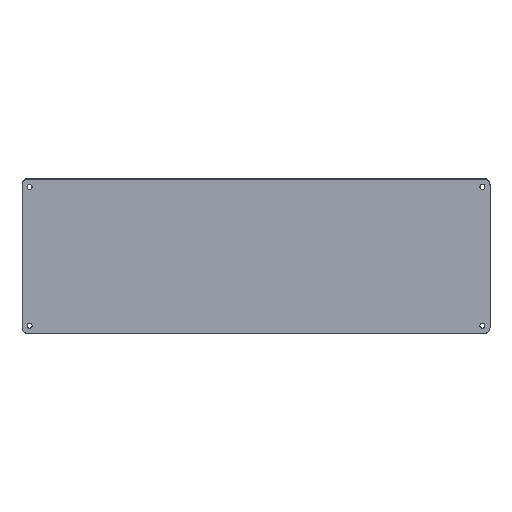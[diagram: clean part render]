
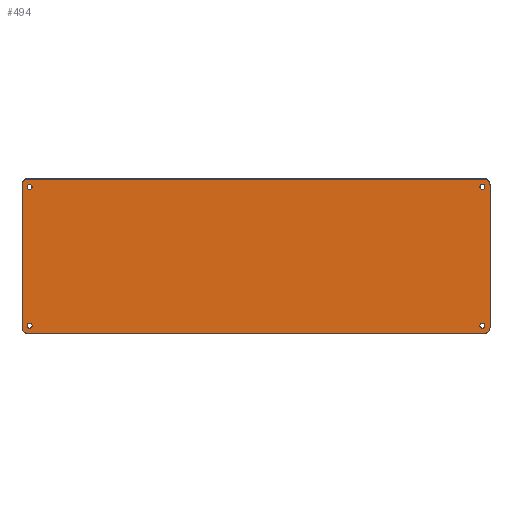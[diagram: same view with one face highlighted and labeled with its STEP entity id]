
A CAD part, top view. The second image highlights one B-rep face of the part: STEP entity #494.
In plain terms, the highlighted planar face has unit normal (0, 0, 1).
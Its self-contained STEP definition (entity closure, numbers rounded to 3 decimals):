
#29=FACE_BOUND('',#107,.T.);
#30=FACE_BOUND('',#108,.T.);
#31=FACE_BOUND('',#109,.T.);
#32=FACE_BOUND('',#110,.T.);
#37=B_SPLINE_CURVE_WITH_KNOTS('',3,(#828,#829,#830,#831,#832,#833,#834),
 .UNSPECIFIED.,.F.,.F.,(4,3,4),(3.142,4.1,4.712),
 .UNSPECIFIED.);
#38=B_SPLINE_CURVE_WITH_KNOTS('',3,(#838,#839,#840,#841,#842,#843,#844),
 .UNSPECIFIED.,.F.,.F.,(4,3,4),(-1.571,-0.612,0.),
 .UNSPECIFIED.);
#39=B_SPLINE_CURVE_WITH_KNOTS('',3,(#848,#849,#850,#851,#852,#853,#854),
 .UNSPECIFIED.,.F.,.F.,(4,3,4),(3.142,4.1,4.712),
 .UNSPECIFIED.);
#40=B_SPLINE_CURVE_WITH_KNOTS('',3,(#857,#858,#859,#860,#861,#862,#863),
 .UNSPECIFIED.,.F.,.F.,(4,3,4),(-1.571,-0.612,0.),
 .UNSPECIFIED.);
#48=PLANE('',#556);
#72=FACE_OUTER_BOUND('',#106,.T.);
#106=EDGE_LOOP('',(#423,#424,#425,#426,#427,#428,#429,#430));
#107=EDGE_LOOP('',(#431));
#108=EDGE_LOOP('',(#432));
#109=EDGE_LOOP('',(#433));
#110=EDGE_LOOP('',(#434));
#147=LINE('',#826,#187);
#148=LINE('',#836,#188);
#149=LINE('',#846,#189);
#150=LINE('',#856,#190);
#187=VECTOR('',#671,10.);
#188=VECTOR('',#672,10.);
#189=VECTOR('',#673,10.);
#190=VECTOR('',#674,10.);
#212=CIRCLE('',#543,1.75);
#214=CIRCLE('',#547,1.75);
#216=CIRCLE('',#551,1.75);
#218=CIRCLE('',#555,1.75);
#248=VERTEX_POINT('',#796);
#250=VERTEX_POINT('',#804);
#252=VERTEX_POINT('',#812);
#254=VERTEX_POINT('',#820);
#255=VERTEX_POINT('',#824);
#256=VERTEX_POINT('',#825);
#257=VERTEX_POINT('',#827);
#258=VERTEX_POINT('',#835);
#259=VERTEX_POINT('',#837);
#260=VERTEX_POINT('',#845);
#261=VERTEX_POINT('',#847);
#262=VERTEX_POINT('',#855);
#302=EDGE_CURVE('',#248,#248,#212,.T.);
#306=EDGE_CURVE('',#250,#250,#214,.T.);
#310=EDGE_CURVE('',#252,#252,#216,.T.);
#314=EDGE_CURVE('',#254,#254,#218,.T.);
#315=EDGE_CURVE('',#255,#256,#147,.T.);
#316=EDGE_CURVE('',#257,#255,#37,.T.);
#317=EDGE_CURVE('',#258,#257,#148,.T.);
#318=EDGE_CURVE('',#259,#258,#38,.T.);
#319=EDGE_CURVE('',#260,#259,#149,.T.);
#320=EDGE_CURVE('',#261,#260,#39,.T.);
#321=EDGE_CURVE('',#262,#261,#150,.T.);
#322=EDGE_CURVE('',#256,#262,#40,.T.);
#423=ORIENTED_EDGE('',*,*,#315,.F.);
#424=ORIENTED_EDGE('',*,*,#316,.F.);
#425=ORIENTED_EDGE('',*,*,#317,.F.);
#426=ORIENTED_EDGE('',*,*,#318,.F.);
#427=ORIENTED_EDGE('',*,*,#319,.F.);
#428=ORIENTED_EDGE('',*,*,#320,.F.);
#429=ORIENTED_EDGE('',*,*,#321,.F.);
#430=ORIENTED_EDGE('',*,*,#322,.F.);
#431=ORIENTED_EDGE('',*,*,#302,.T.);
#432=ORIENTED_EDGE('',*,*,#306,.T.);
#433=ORIENTED_EDGE('',*,*,#310,.T.);
#434=ORIENTED_EDGE('',*,*,#314,.T.);
#494=ADVANCED_FACE('',(#72,#29,#30,#31,#32),#48,.T.);
#543=AXIS2_PLACEMENT_3D('',#798,#637,#638);
#547=AXIS2_PLACEMENT_3D('',#806,#647,#648);
#551=AXIS2_PLACEMENT_3D('',#814,#657,#658);
#555=AXIS2_PLACEMENT_3D('',#822,#667,#668);
#556=AXIS2_PLACEMENT_3D('',#823,#669,#670);
#637=DIRECTION('center_axis',(0.,0.,
-1.));
#638=DIRECTION('ref_axis',(-1.,0.,0.));
#647=DIRECTION('center_axis',(0.,0.,
-1.));
#648=DIRECTION('ref_axis',(-1.,0.,0.));
#657=DIRECTION('center_axis',(0.,0.,
-1.));
#658=DIRECTION('ref_axis',(-1.,0.,0.));
#667=DIRECTION('center_axis',(0.,0.,
-1.));
#668=DIRECTION('ref_axis',(-1.,0.,0.));
#669=DIRECTION('center_axis',(0.,0.,
1.));
#670=DIRECTION('ref_axis',(1.,0.,0.));
#671=DIRECTION('',(0.,1.,0.));
#672=DIRECTION('',(-1.,0.,0.));
#673=DIRECTION('',(0.,-1.,0.));
#674=DIRECTION('',(1.,0.,0.));
#796=CARTESIAN_POINT('',(204.226,-58.149,-10.599));
#798=CARTESIAN_POINT('Origin',(202.476,-58.149,-10.599));
#804=CARTESIAN_POINT('',(-110.225,-58.132,-10.599));
#806=CARTESIAN_POINT('Origin',(-111.975,-58.132,-10.599));
#812=CARTESIAN_POINT('',(-110.208,38.191,-10.599));
#814=CARTESIAN_POINT('Origin',(-111.958,38.191,-10.599));
#820=CARTESIAN_POINT('',(204.226,38.218,-10.599));
#822=CARTESIAN_POINT('Origin',(202.476,38.218,-10.599));
#823=CARTESIAN_POINT('Origin',(45.244,-9.965,-10.599));
#824=CARTESIAN_POINT('',(-117.213,-59.668,-10.599));
#825=CARTESIAN_POINT('',(-117.213,39.737,-10.599));
#826=CARTESIAN_POINT('',(-117.213,-59.668,-10.599));
#827=CARTESIAN_POINT('',(-113.513,-63.407,-10.599));
#828=CARTESIAN_POINT('Ctrl Pts',(-113.513,-63.407,-10.599));
#829=CARTESIAN_POINT('Ctrl Pts',(-114.69,-63.407,-10.599));
#830=CARTESIAN_POINT('Ctrl Pts',(-115.863,-62.792,-10.599));
#831=CARTESIAN_POINT('Ctrl Pts',(-116.54,-61.818,-10.599));
#832=CARTESIAN_POINT('Ctrl Pts',(-116.974,-61.194,-10.599));
#833=CARTESIAN_POINT('Ctrl Pts',(-117.213,-60.43,-10.599));
#834=CARTESIAN_POINT('Ctrl Pts',(-117.213,-59.668,-10.599));
#835=CARTESIAN_POINT('',(204.,-63.407,-10.599));
#836=CARTESIAN_POINT('',(204.,-63.407,-10.599));
#837=CARTESIAN_POINT('',(207.7,-59.668,-10.599));
#838=CARTESIAN_POINT('Ctrl Pts',(207.7,-59.668,-10.599));
#839=CARTESIAN_POINT('Ctrl Pts',(207.7,-60.86,-10.599));
#840=CARTESIAN_POINT('Ctrl Pts',(207.089,-62.046,-10.599));
#841=CARTESIAN_POINT('Ctrl Pts',(206.125,-62.729,-10.599));
#842=CARTESIAN_POINT('Ctrl Pts',(205.508,-63.167,-10.599));
#843=CARTESIAN_POINT('Ctrl Pts',(204.753,-63.407,-10.599));
#844=CARTESIAN_POINT('Ctrl Pts',(204.,-63.407,-10.599));
#845=CARTESIAN_POINT('',(207.7,39.737,-10.599));
#846=CARTESIAN_POINT('',(207.7,39.737,-10.599));
#847=CARTESIAN_POINT('',(204.,43.477,-10.599));
#848=CARTESIAN_POINT('Ctrl Pts',(204.,43.477,-10.599));
#849=CARTESIAN_POINT('Ctrl Pts',(205.177,43.477,-10.599));
#850=CARTESIAN_POINT('Ctrl Pts',(206.35,42.861,-10.599));
#851=CARTESIAN_POINT('Ctrl Pts',(207.028,41.887,-10.599));
#852=CARTESIAN_POINT('Ctrl Pts',(207.461,41.263,-10.599));
#853=CARTESIAN_POINT('Ctrl Pts',(207.7,40.5,-10.599));
#854=CARTESIAN_POINT('Ctrl Pts',(207.7,39.737,-10.599));
#855=CARTESIAN_POINT('',(-113.513,43.477,-10.599));
#856=CARTESIAN_POINT('',(-113.513,43.477,-10.599));
#857=CARTESIAN_POINT('Ctrl Pts',(-117.213,39.737,-10.599));
#858=CARTESIAN_POINT('Ctrl Pts',(-117.213,40.929,-10.599));
#859=CARTESIAN_POINT('Ctrl Pts',(-116.602,42.115,-10.599));
#860=CARTESIAN_POINT('Ctrl Pts',(-115.637,42.799,-10.599));
#861=CARTESIAN_POINT('Ctrl Pts',(-115.021,43.236,-10.599));
#862=CARTESIAN_POINT('Ctrl Pts',(-114.266,43.477,-10.599));
#863=CARTESIAN_POINT('Ctrl Pts',(-113.513,43.477,-10.599));
